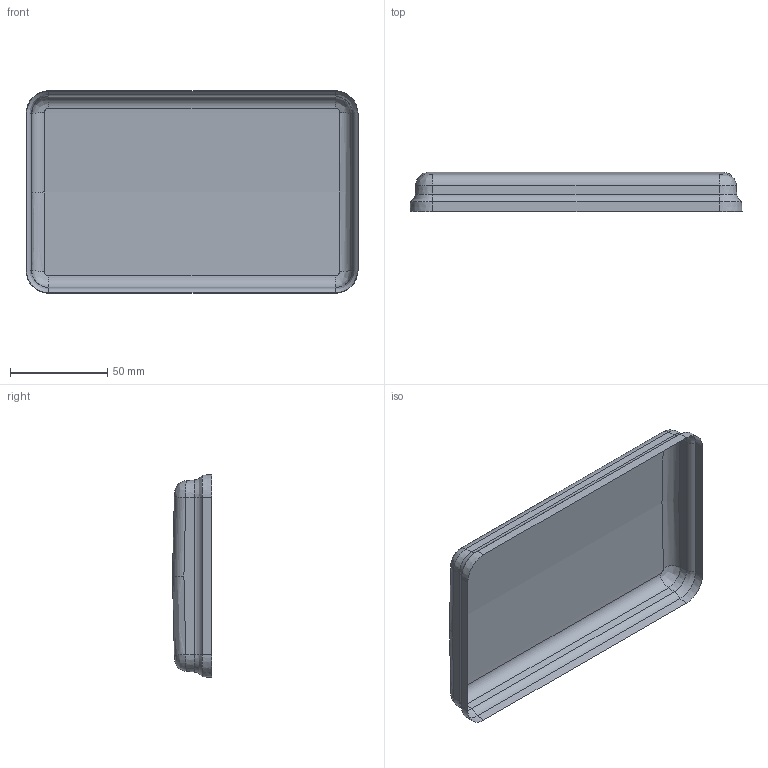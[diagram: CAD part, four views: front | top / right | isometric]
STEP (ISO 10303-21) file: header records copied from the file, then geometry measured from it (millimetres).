
FILE_DESCRIPTION (( 'STEP AP203' ), '1' );
FILE_NAME ('1040-TOP-002.STEP', '2005-05-05T23:00:38', ( ' ' ), ( ' ' ), 'SwSTEP 2.0', 'SolidWorks 2004286', '' );
FILE_SCHEMA (( 'CONFIG_CONTROL_DESIGN' ));
Length unit declared in the file: inch
Products named in the file (1): 1040-TOP-002
Bounding box: 171.05 x 20.14 x 104.38 mm (x, y, z)
Surface area: 25207.6 mm2 (no closed solid volume)
Topology: 0 solids, 1 shells, 34 faces, 75 edges, 42 vertices
Faces by surface type: bspline 11, cone 8, plane 8, cylinder 7
Entity records: 2233 total; most frequent: CARTESIAN_POINT 1488, ORIENTED_EDGE 142, DIRECTION 128, EDGE_CURVE 75, AXIS2_PLACEMENT_3D 48, VERTEX_POINT 42, FACE_OUTER_BOUND 34, EDGE_LOOP 34
